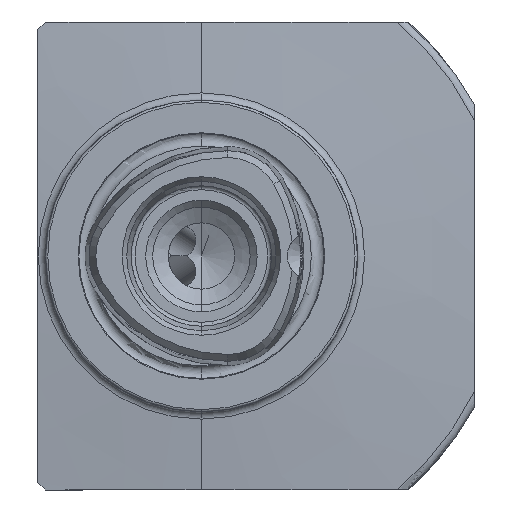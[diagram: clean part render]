
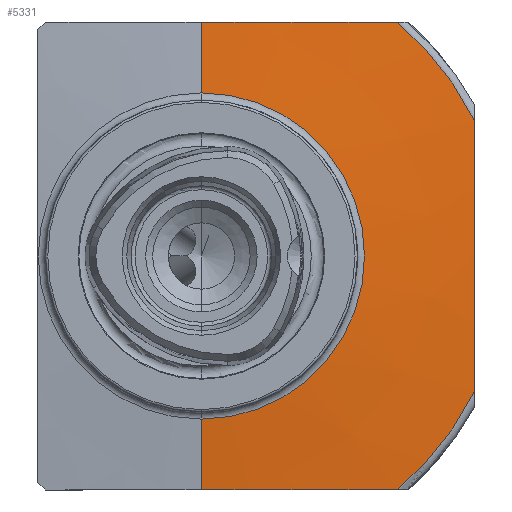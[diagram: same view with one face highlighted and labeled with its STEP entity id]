
A CAD part, left-side view. The second image highlights one B-rep face of the part: STEP entity #5331.
In plain terms, the highlighted conical face has half-angle 85 degrees and reference radius 39.087 mm.
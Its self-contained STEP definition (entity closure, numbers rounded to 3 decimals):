
#54 = VERTEX_POINT ( 'NONE', #5434 ) ;
#164 = CARTESIAN_POINT ( 'NONE',  ( 22.229, -35., -5.802 ) ) ;
#196 = ORIENTED_EDGE ( 'NONE', *, *, #3784, .F. ) ;
#279 = ORIENTED_EDGE ( 'NONE', *, *, #5569, .T. ) ;
#334 = CIRCLE ( 'NONE', #3928, 20.913 ) ;
#528 = AXIS2_PLACEMENT_3D ( 'NONE', #6072, #4214, #3629 ) ;
#705 = DIRECTION ( 'NONE',  ( 0.087, 0., 0.996 ) ) ;
#899 = B_SPLINE_CURVE_WITH_KNOTS ( 'NONE', 3,
 ( #2566, #6254, #3865, #2616, #5696, #3233 ),
 .UNSPECIFIED., .F., .F.,
 ( 4, 2, 4 ),
 ( 0.114, 0.127, 0.139 ),
 .UNSPECIFIED. ) ;
#1116 = DIRECTION ( 'NONE',  ( -1., 0., 0. ) ) ;
#1196 = CARTESIAN_POINT ( 'NONE',  ( 22.586, 0., -39.087 ) ) ;
#1364 = CARTESIAN_POINT ( 'NONE',  ( 22.586, -35., -17.401 ) ) ;
#1386 = DIRECTION ( 'NONE',  ( 0., 0., 1. ) ) ;
#1424 = CARTESIAN_POINT ( 'NONE',  ( 22.586, -25.056, 30. ) ) ;
#1430 = CARTESIAN_POINT ( 'NONE',  ( 20.996, 0., -20.913 ) ) ;
#1897 = CARTESIAN_POINT ( 'NONE',  ( 21.791, 0., -30. ) ) ;
#1912 = AXIS2_PLACEMENT_3D ( 'NONE', #5282, #1116, #7182 ) ;
#1970 = CARTESIAN_POINT ( 'NONE',  ( 21.87, -8.355, -30. ) ) ;
#2203 = EDGE_LOOP ( 'NONE', ( #2776, #196, #2835, #6549, #7402, #7293, #279, #4108 ) ) ;
#2360 = VERTEX_POINT ( 'NONE', #4748 ) ;
#2566 = CARTESIAN_POINT ( 'NONE',  ( 21.791, 0., 30. ) ) ;
#2616 = CARTESIAN_POINT ( 'NONE',  ( 22.152, -16.707, 30. ) ) ;
#2776 = ORIENTED_EDGE ( 'NONE', *, *, #6170, .F. ) ;
#2835 = ORIENTED_EDGE ( 'NONE', *, *, #4728, .T. ) ;
#2892 = VECTOR ( 'NONE', #7242, 1000. ) ;
#2965 = EDGE_CURVE ( 'NONE', #6579, #5428, #3499, .T. ) ;
#3110 = CARTESIAN_POINT ( 'NONE',  ( 22.586, -25.056, -30. ) ) ;
#3233 = CARTESIAN_POINT ( 'NONE',  ( 22.586, -25.056, 30. ) ) ;
#3269 = FACE_OUTER_BOUND ( 'NONE', #2203, .T. ) ;
#3499 = B_SPLINE_CURVE_WITH_KNOTS ( 'NONE', 3,
 ( #7539, #5635, #4460, #164, #4380, #6337 ),
 .UNSPECIFIED., .F., .F.,
 ( 4, 2, 4 ),
 ( 0.11, 0.127, 0.145 ),
 .UNSPECIFIED. ) ;
#3629 = DIRECTION ( 'NONE',  ( 0., 0., -1. ) ) ;
#3632 = CIRCLE ( 'NONE', #4750, 39.087 ) ;
#3784 = EDGE_CURVE ( 'NONE', #5794, #2360, #334, .T. ) ;
#3811 = DIRECTION ( 'NONE',  ( -1., 0., 0. ) ) ;
#3828 = LINE ( 'NONE', #5595, #5354 ) ;
#3865 = CARTESIAN_POINT ( 'NONE',  ( 21.87, -8.355, 30. ) ) ;
#3928 = AXIS2_PLACEMENT_3D ( 'NONE', #4655, #4060, #6494 ) ;
#4060 = DIRECTION ( 'NONE',  ( -1., 0., 0. ) ) ;
#4108 = ORIENTED_EDGE ( 'NONE', *, *, #5613, .F. ) ;
#4214 = DIRECTION ( 'NONE',  ( 1., 0., 0. ) ) ;
#4295 = CARTESIAN_POINT ( 'NONE',  ( 21.791, -4.178, -30. ) ) ;
#4313 = CARTESIAN_POINT ( 'NONE',  ( 22.152, -16.707, -30. ) ) ;
#4380 = CARTESIAN_POINT ( 'NONE',  ( 22.36, -35., -11.602 ) ) ;
#4460 = CARTESIAN_POINT ( 'NONE',  ( 22.229, -35., 5.799 ) ) ;
#4632 = CIRCLE ( 'NONE', #1912, 39.087 ) ;
#4655 = CARTESIAN_POINT ( 'NONE',  ( 20.996, 0., 0. ) ) ;
#4728 = EDGE_CURVE ( 'NONE', #5794, #4931, #5361, .T. ) ;
#4748 = CARTESIAN_POINT ( 'NONE',  ( 20.996, 0., 20.913 ) ) ;
#4750 = AXIS2_PLACEMENT_3D ( 'NONE', #5617, #3811, #1386 ) ;
#4931 = VERTEX_POINT ( 'NONE', #1897 ) ;
#5119 = B_SPLINE_CURVE_WITH_KNOTS ( 'NONE', 3,
 ( #3110, #7354, #4313, #1970, #4295, #5572 ),
 .UNSPECIFIED., .F., .F.,
 ( 4, 2, 4 ),
 ( 0.044, 0.057, 0.069 ),
 .UNSPECIFIED. ) ;
#5282 = CARTESIAN_POINT ( 'NONE',  ( 22.586, 0., 0. ) ) ;
#5331 = ADVANCED_FACE ( 'NONE', ( #3269 ), #7740, .T. ) ;
#5354 = VECTOR ( 'NONE', #705, 1000. ) ;
#5361 = LINE ( 'NONE', #1196, #2892 ) ;
#5428 = VERTEX_POINT ( 'NONE', #1364 ) ;
#5434 = CARTESIAN_POINT ( 'NONE',  ( 22.586, -25.056, -30. ) ) ;
#5569 = EDGE_CURVE ( 'NONE', #6579, #6251, #3632, .T. ) ;
#5572 = CARTESIAN_POINT ( 'NONE',  ( 21.791, 0., -30. ) ) ;
#5595 = CARTESIAN_POINT ( 'NONE',  ( 22.586, 0., 39.087 ) ) ;
#5613 = EDGE_CURVE ( 'NONE', #7148, #6251, #899, .T. ) ;
#5617 = CARTESIAN_POINT ( 'NONE',  ( 22.586, 0., 0. ) ) ;
#5635 = CARTESIAN_POINT ( 'NONE',  ( 22.36, -35., 11.6 ) ) ;
#5671 = EDGE_CURVE ( 'NONE', #54, #4931, #5119, .T. ) ;
#5696 = CARTESIAN_POINT ( 'NONE',  ( 22.352, -20.882, 30. ) ) ;
#5794 = VERTEX_POINT ( 'NONE', #1430 ) ;
#6072 = CARTESIAN_POINT ( 'NONE',  ( 22.586, 0., 0. ) ) ;
#6170 = EDGE_CURVE ( 'NONE', #2360, #7148, #3828, .T. ) ;
#6251 = VERTEX_POINT ( 'NONE', #1424 ) ;
#6254 = CARTESIAN_POINT ( 'NONE',  ( 21.791, -4.178, 30. ) ) ;
#6337 = CARTESIAN_POINT ( 'NONE',  ( 22.586, -35., -17.401 ) ) ;
#6494 = DIRECTION ( 'NONE',  ( 0., 0., 1. ) ) ;
#6549 = ORIENTED_EDGE ( 'NONE', *, *, #5671, .F. ) ;
#6579 = VERTEX_POINT ( 'NONE', #6688 ) ;
#6688 = CARTESIAN_POINT ( 'NONE',  ( 22.586, -35., 17.401 ) ) ;
#6847 = EDGE_CURVE ( 'NONE', #54, #5428, #4632, .T. ) ;
#7148 = VERTEX_POINT ( 'NONE', #7407 ) ;
#7182 = DIRECTION ( 'NONE',  ( 0., 0., 1. ) ) ;
#7242 = DIRECTION ( 'NONE',  ( 0.087, 0., -0.996 ) ) ;
#7293 = ORIENTED_EDGE ( 'NONE', *, *, #2965, .F. ) ;
#7354 = CARTESIAN_POINT ( 'NONE',  ( 22.352, -20.882, -30. ) ) ;
#7402 = ORIENTED_EDGE ( 'NONE', *, *, #6847, .T. ) ;
#7407 = CARTESIAN_POINT ( 'NONE',  ( 21.791, 0., 30. ) ) ;
#7539 = CARTESIAN_POINT ( 'NONE',  ( 22.586, -35., 17.401 ) ) ;
#7740 = CONICAL_SURFACE ( 'NONE', #528, 39.087, 1.484 ) ;
